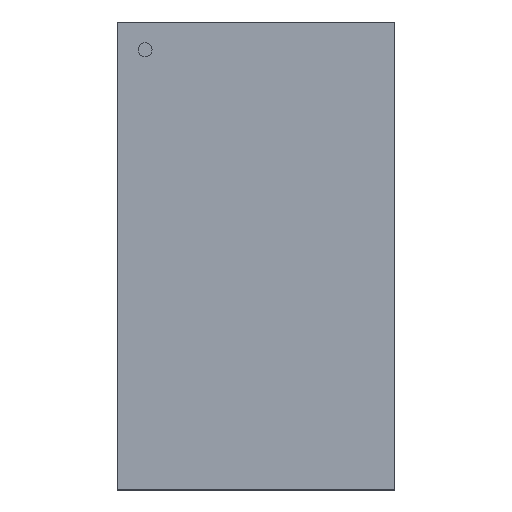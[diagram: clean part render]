
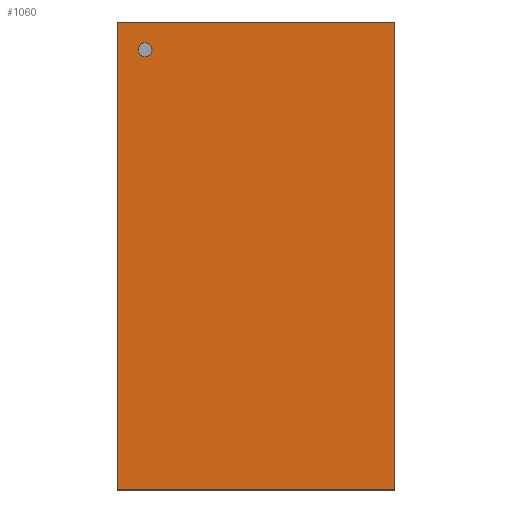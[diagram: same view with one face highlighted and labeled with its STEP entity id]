
A CAD part, top view. The second image highlights one B-rep face of the part: STEP entity #1060.
In plain terms, the highlighted planar face has unit normal (0, 0, 1).
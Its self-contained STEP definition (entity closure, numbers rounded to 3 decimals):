
#836=CARTESIAN_POINT('',(1.46,-2.464,0.559));
#835=VERTEX_POINT('',#836);
#846=CARTESIAN_POINT('',(-1.46,-2.464,0.559));
#845=VERTEX_POINT('',#846);
#844=EDGE_CURVE('',#845,#835,#849,.T.);
#849=LINE('',#846,#851);
#851=VECTOR('',#852,2.921);
#852=DIRECTION('',(1.0,0.0,0.0));
#885=CARTESIAN_POINT('',(1.46,2.464,0.559));
#884=VERTEX_POINT('',#885);
#893=EDGE_CURVE('',#835,#884,#898,.T.);
#898=LINE('',#836,#900);
#900=VECTOR('',#901,4.928);
#901=DIRECTION('',(0.0,1.0,0.0));
#934=CARTESIAN_POINT('',(-1.46,2.464,0.559));
#933=VERTEX_POINT('',#934);
#942=EDGE_CURVE('',#884,#933,#947,.T.);
#947=LINE('',#885,#949);
#949=VECTOR('',#950,2.921);
#950=DIRECTION('',(-1.0,0.0,0.0));
#991=EDGE_CURVE('',#933,#845,#996,.T.);
#996=LINE('',#934,#998);
#998=VECTOR('',#999,4.928);
#999=DIRECTION('',(0.0,-1.0,0.0));
#1060=ADVANCED_FACE('',(#1066),#1061,.T.);
#1061=PLANE('',#1062);
#1062=AXIS2_PLACEMENT_3D('',#1063,#1064,#1065);
#1063=CARTESIAN_POINT('',(-1.46,-2.464,0.559));
#1064=DIRECTION('',(0.0,0.0,1.0));
#1065=DIRECTION('',(0.,1.,0.));
#1066=FACE_OUTER_BOUND('',#1067,.T.);
#1067=EDGE_LOOP('',(#1068,#1078,#1088,#1098));
#1068=ORIENTED_EDGE('',*,*,#844,.T.);
#1078=ORIENTED_EDGE('',*,*,#893,.T.);
#1088=ORIENTED_EDGE('',*,*,#942,.T.);
#1098=ORIENTED_EDGE('',*,*,#991,.T.);
